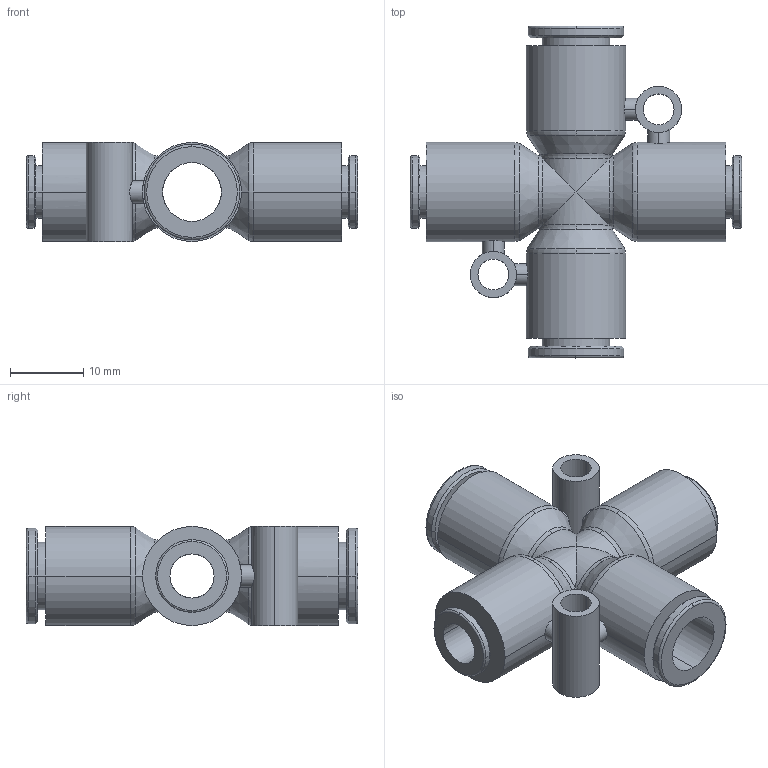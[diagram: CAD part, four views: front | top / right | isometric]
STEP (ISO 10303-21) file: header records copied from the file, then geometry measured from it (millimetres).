
FILE_DESCRIPTION(('STEP AP214'),'1');
FILE_NAME('3107_06_08.stp','2016-07-07T14:57:53',('TraceParts'),('TraceParts S.A.'),'Spatial InterOp 3D',' ',' ');
FILE_SCHEMA(('automotive_design'));
Length unit declared in the file: millimetre
Products named in the file (1): 1
Bounding box: 45.11 x 45.2 x 13.5 mm (x, y, z)
Volume: 7143.8 mm3; surface area: 6663.3 mm2
Topology: 1 solids, 1 shells, 110 faces, 294 edges, 192 vertices
Faces by surface type: cylinder 54, torus 24, cone 16, plane 16
Entity records: 4071 total; most frequent: CARTESIAN_POINT 1171, DIRECTION 666, ORIENTED_EDGE 588, AXIS2_PLACEMENT_3D 299, EDGE_CURVE 294, VERTEX_POINT 192, CIRCLE 180, EDGE_LOOP 130
